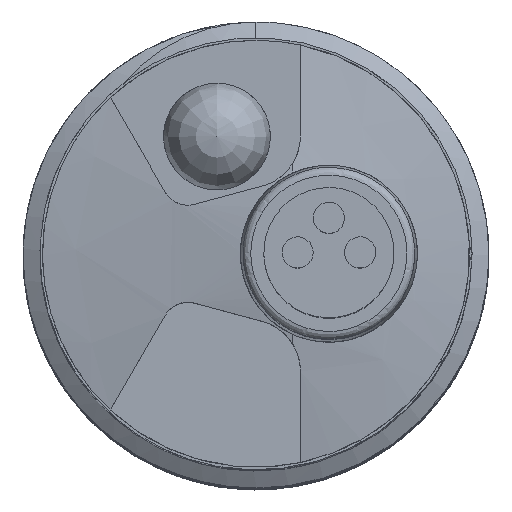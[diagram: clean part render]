
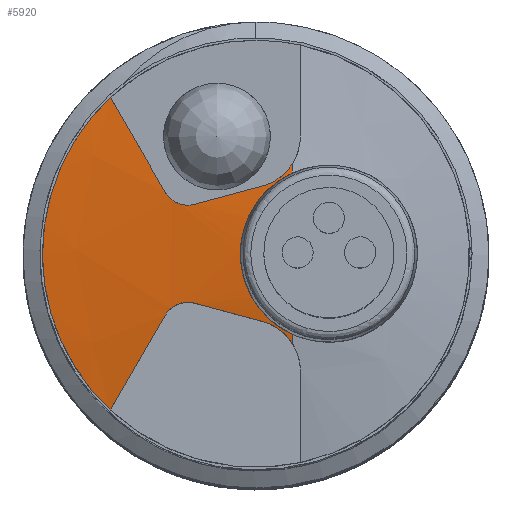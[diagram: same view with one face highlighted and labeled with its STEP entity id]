
A CAD part, top view. The second image highlights one B-rep face of the part: STEP entity #5920.
In plain terms, the highlighted free-form (B-spline) face has degree [1, 2] with [2, 9] control points.
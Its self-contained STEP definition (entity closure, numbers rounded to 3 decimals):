
#5543=CARTESIAN_POINT('',(-5.59,-6.002,75.496));
#5544=VERTEX_POINT('',#5543);
#5550=CARTESIAN_POINT('',(-5.589,6.002,75.496));
#5551=VERTEX_POINT('',#5550);
#5552=CARTESIAN_POINT('',(-5.591,-6.003,75.495));
#5553=CARTESIAN_POINT('',(-7.564,-4.166,75.409));
#5554=CARTESIAN_POINT('',(-8.577,-1.404,75.373));
#5555=CARTESIAN_POINT('',(-7.752,3.248,75.406));
#5556=CARTESIAN_POINT('',(-6.853,4.828,75.441));
#5557=CARTESIAN_POINT('',(-5.59,6.003,75.496));
#5558=B_SPLINE_CURVE_WITH_KNOTS('',3,(#5552,#5553,#5554,#5555,#5556,#5557),.UNSPECIFIED.,.F.,.U.,(4,2,4),(0.539,1.259,1.72),.UNSPECIFIED.);
#5559=EDGE_CURVE('',#5544,#5551,#5558,.T.);
#5679=CARTESIAN_POINT('',(1.4,-3.455,76.538));
#5680=VERTEX_POINT('',#5679);
#5698=CARTESIAN_POINT('',(1.4,3.455,76.538));
#5699=VERTEX_POINT('',#5698);
#5707=CARTESIAN_POINT('',(1.4,3.098,76.591));
#5708=VERTEX_POINT('',#5707);
#5709=CARTESIAN_POINT('',(1.4,3.455,76.539));
#5710=CARTESIAN_POINT('',(1.4,3.333,76.557));
#5711=CARTESIAN_POINT('',(1.4,3.214,76.574));
#5712=CARTESIAN_POINT('',(1.4,3.098,76.591));
#5713=B_SPLINE_CURVE_WITH_KNOTS('',3,(#5709,#5710,#5711,#5712),.UNSPECIFIED.,.F.,.U.,(4,4),(0.13,0.188),.UNSPECIFIED.);
#5714=EDGE_CURVE('',#5699,#5708,#5713,.T.);
#5725=CARTESIAN_POINT('',(1.4,-3.098,76.591));
#5726=VERTEX_POINT('',#5725);
#5738=CARTESIAN_POINT('',(1.4,-3.098,76.591));
#5739=CARTESIAN_POINT('',(1.4,-3.214,76.574));
#5740=CARTESIAN_POINT('',(1.4,-3.333,76.557));
#5741=CARTESIAN_POINT('',(1.4,-3.455,76.539));
#5742=B_SPLINE_CURVE_WITH_KNOTS('',3,(#5738,#5739,#5740,#5741),.UNSPECIFIED.,.F.,.U.,(4,4),(0.812,0.87),.UNSPECIFIED.);
#5743=EDGE_CURVE('',#5726,#5680,#5742,.T.);
#5813=CARTESIAN_POINT('',(-3.489,-2.365,76.066));
#5814=VERTEX_POINT('',#5813);
#5820=CARTESIAN_POINT('',(-5.588,-6.001,75.496));
#5821=CARTESIAN_POINT('',(-4.317,-3.799,75.863));
#5822=CARTESIAN_POINT('',(-3.489,-2.365,76.066));
#5823=(BOUNDED_CURVE()B_SPLINE_CURVE(2,(#5820,#5821,#5822),.HYPERBOLIC_ARC.,.F.,.U.)B_SPLINE_CURVE_WITH_KNOTS((3,3),(0.,1.),.UNSPECIFIED.)CURVE()GEOMETRIC_REPRESENTATION_ITEM()RATIONAL_B_SPLINE_CURVE((1.124,1.336,1.492))REPRESENTATION_ITEM(''));
#5824=EDGE_CURVE('',#5544,#5814,#5823,.T.);
#5831=CARTESIAN_POINT('',(2.8,0.,77.13));
#5832=CARTESIAN_POINT('',(2.8,0.,77.13));
#5833=CARTESIAN_POINT('',(2.8,0.,77.13));
#5834=CARTESIAN_POINT('',(2.8,0.,77.13));
#5835=CARTESIAN_POINT('',(2.8,0.,77.13));
#5836=CARTESIAN_POINT('',(2.8,0.,77.13));
#5837=CARTESIAN_POINT('',(2.8,0.,77.13));
#5838=CARTESIAN_POINT('',(2.8,0.,77.13));
#5839=CARTESIAN_POINT('',(2.8,0.,77.13));
#5840=CARTESIAN_POINT('',(22.278,-0.331,74.045));
#5841=CARTESIAN_POINT('',(22.609,19.146,74.045));
#5842=CARTESIAN_POINT('',(3.131,19.478,74.045));
#5843=CARTESIAN_POINT('',(-16.346,19.809,74.045));
#5844=CARTESIAN_POINT('',(-16.678,0.331,74.045));
#5845=CARTESIAN_POINT('',(-17.009,-19.146,74.045));
#5846=CARTESIAN_POINT('',(2.469,-19.478,74.045));
#5847=CARTESIAN_POINT('',(21.946,-19.809,74.045));
#5848=CARTESIAN_POINT('',(22.278,-0.331,74.045));
#5849=(BOUNDED_SURFACE()B_SPLINE_SURFACE(1,2,((#5831,#5832,#5833,#5834,#5835,#5836,#5837,#5838,#5839),(#5840,#5841,#5842,#5843,#5844,#5845,#5846,#5847,#5848)),.GENERALISED_CONE.,.F.,.T.,.U.)B_SPLINE_SURFACE_WITH_KNOTS((2,2),(3,2,2,2,3),(0.,1.),(0.,0.25,0.5,0.75,1.),.UNSPECIFIED.)GEOMETRIC_REPRESENTATION_ITEM()RATIONAL_B_SPLINE_SURFACE(((1.,0.707,1.,0.707,1.,0.707,1.,0.707,1.),(1.,0.707,1.,0.707,1.,0.707,1.,0.707,1.)))REPRESENTATION_ITEM('')SURFACE());
#5850=CARTESIAN_POINT('',(0.228,2.593,76.551));
#5851=VERTEX_POINT('',#5850);
#5852=CARTESIAN_POINT('',(1.4,3.455,76.537));
#5853=CARTESIAN_POINT('',(1.139,3.042,76.58));
#5854=CARTESIAN_POINT('',(0.728,2.727,76.592));
#5855=CARTESIAN_POINT('',(0.228,2.593,76.551));
#5856=B_SPLINE_CURVE_WITH_KNOTS('',3,(#5852,#5853,#5854,#5855),.UNSPECIFIED.,.F.,.U.,(4,4),(0.,0.569),.UNSPECIFIED.);
#5857=EDGE_CURVE('',#5699,#5851,#5856,.T.);
#5858=ORIENTED_EDGE('',*,*,#5857,.T.);
#5859=CARTESIAN_POINT('',(-2.364,1.899,76.259));
#5860=VERTEX_POINT('',#5859);
#5861=CARTESIAN_POINT('',(0.228,2.593,76.551));
#5862=CARTESIAN_POINT('',(-0.806,2.316,76.467));
#5863=CARTESIAN_POINT('',(-2.364,1.899,76.259));
#5864=(BOUNDED_CURVE()B_SPLINE_CURVE(2,(#5861,#5862,#5863),.HYPERBOLIC_ARC.,.F.,.U.)B_SPLINE_CURVE_WITH_KNOTS((3,3),(0.,1.),.UNSPECIFIED.)CURVE()GEOMETRIC_REPRESENTATION_ITEM()RATIONAL_B_SPLINE_CURVE((2.241,2.079,1.763))REPRESENTATION_ITEM(''));
#5865=EDGE_CURVE('',#5851,#5860,#5864,.T.);
#5866=ORIENTED_EDGE('',*,*,#5865,.T.);
#5867=CARTESIAN_POINT('',(-3.489,2.365,76.066));
#5868=VERTEX_POINT('',#5867);
#5869=CARTESIAN_POINT('',(-2.364,1.899,76.259));
#5870=CARTESIAN_POINT('',(-2.802,1.781,76.2));
#5871=CARTESIAN_POINT('',(-3.263,1.972,76.121));
#5872=CARTESIAN_POINT('',(-3.489,2.365,76.066));
#5873=B_SPLINE_CURVE_WITH_KNOTS('',3,(#5869,#5870,#5871,#5872),.UNSPECIFIED.,.F.,.U.,(4,4),(0.,1.),.UNSPECIFIED.);
#5874=EDGE_CURVE('',#5860,#5868,#5873,.T.);
#5875=ORIENTED_EDGE('',*,*,#5874,.T.);
#5876=CARTESIAN_POINT('',(-3.489,2.365,76.066));
#5877=CARTESIAN_POINT('',(-4.317,3.799,75.863));
#5878=CARTESIAN_POINT('',(-5.588,6.001,75.496));
#5879=(BOUNDED_CURVE()B_SPLINE_CURVE(2,(#5876,#5877,#5878),.HYPERBOLIC_ARC.,.F.,.U.)B_SPLINE_CURVE_WITH_KNOTS((3,3),(0.,1.),.UNSPECIFIED.)CURVE()GEOMETRIC_REPRESENTATION_ITEM()RATIONAL_B_SPLINE_CURVE((1.492,1.336,1.124))REPRESENTATION_ITEM(''));
#5880=EDGE_CURVE('',#5868,#5551,#5879,.T.);
#5881=ORIENTED_EDGE('',*,*,#5880,.T.);
#5882=ORIENTED_EDGE('',*,*,#5559,.F.);
#5883=ORIENTED_EDGE('',*,*,#5824,.T.);
#5884=CARTESIAN_POINT('',(-2.364,-1.899,76.259));
#5885=VERTEX_POINT('',#5884);
#5886=CARTESIAN_POINT('',(-3.489,-2.365,76.066));
#5887=CARTESIAN_POINT('',(-3.263,-1.972,76.121));
#5888=CARTESIAN_POINT('',(-2.802,-1.781,76.2));
#5889=CARTESIAN_POINT('',(-2.364,-1.899,76.259));
#5890=B_SPLINE_CURVE_WITH_KNOTS('',3,(#5886,#5887,#5888,#5889),.UNSPECIFIED.,.F.,.U.,(4,4),(0.,1.),.UNSPECIFIED.);
#5891=EDGE_CURVE('',#5814,#5885,#5890,.T.);
#5892=ORIENTED_EDGE('',*,*,#5891,.T.);
#5893=CARTESIAN_POINT('',(0.228,-2.593,76.551));
#5894=VERTEX_POINT('',#5893);
#5895=CARTESIAN_POINT('',(-2.364,-1.899,76.259));
#5896=CARTESIAN_POINT('',(-0.806,-2.316,76.467));
#5897=CARTESIAN_POINT('',(0.228,-2.593,76.551));
#5898=(BOUNDED_CURVE()B_SPLINE_CURVE(2,(#5895,#5896,#5897),.HYPERBOLIC_ARC.,.F.,.U.)B_SPLINE_CURVE_WITH_KNOTS((3,3),(0.,1.),.UNSPECIFIED.)CURVE()GEOMETRIC_REPRESENTATION_ITEM()RATIONAL_B_SPLINE_CURVE((1.763,2.079,2.241))REPRESENTATION_ITEM(''));
#5899=EDGE_CURVE('',#5885,#5894,#5898,.T.);
#5900=ORIENTED_EDGE('',*,*,#5899,.T.);
#5901=CARTESIAN_POINT('',(0.228,-2.593,76.551));
#5902=CARTESIAN_POINT('',(0.728,-2.727,76.592));
#5903=CARTESIAN_POINT('',(1.139,-3.042,76.58));
#5904=CARTESIAN_POINT('',(1.4,-3.455,76.537));
#5905=B_SPLINE_CURVE_WITH_KNOTS('',3,(#5901,#5902,#5903,#5904),.UNSPECIFIED.,.F.,.U.,(4,4),(0.431,1.),.UNSPECIFIED.);
#5906=EDGE_CURVE('',#5894,#5680,#5905,.T.);
#5907=ORIENTED_EDGE('',*,*,#5906,.T.);
#5908=ORIENTED_EDGE('',*,*,#5743,.F.);
#5909=CARTESIAN_POINT('',(1.4,-3.098,76.591));
#5910=CARTESIAN_POINT('',(-0.636,-2.178,76.591));
#5911=CARTESIAN_POINT('',(-0.6,0.056,76.591));
#5912=CARTESIAN_POINT('',(-0.564,2.211,76.591));
#5913=CARTESIAN_POINT('',(1.4,3.098,76.591));
#5914=(BOUNDED_CURVE()B_SPLINE_CURVE(2,(#5909,#5910,#5911,#5912,#5913),.CIRCULAR_ARC.,.F.,.U.)B_SPLINE_CURVE_WITH_KNOTS((3,2,3),(0.323,0.505,0.683),.UNSPECIFIED.)CURVE()GEOMETRIC_REPRESENTATION_ITEM()RATIONAL_B_SPLINE_CURVE((0.885,0.786,1.,0.792,0.879))REPRESENTATION_ITEM(''));
#5915=EDGE_CURVE('',#5726,#5708,#5914,.T.);
#5916=ORIENTED_EDGE('',*,*,#5915,.T.);
#5917=ORIENTED_EDGE('',*,*,#5714,.F.);
#5918=EDGE_LOOP('',(#5858,#5866,#5875,#5881,#5882,#5883,#5892,#5900,#5907,#5908,#5916,#5917));
#5919=FACE_OUTER_BOUND('',#5918,.T.);
#5920=ADVANCED_FACE('',(#5919),#5849,.T.);
